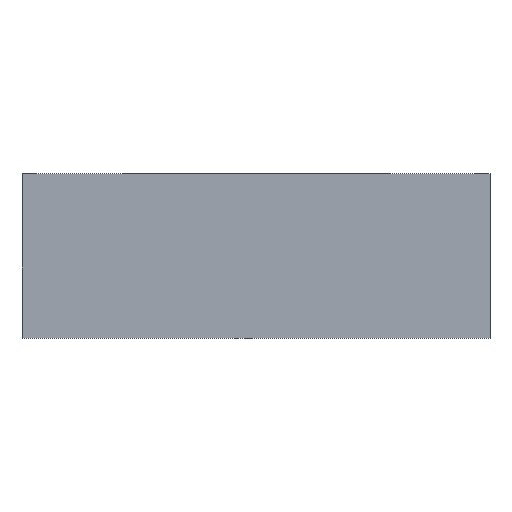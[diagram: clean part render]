
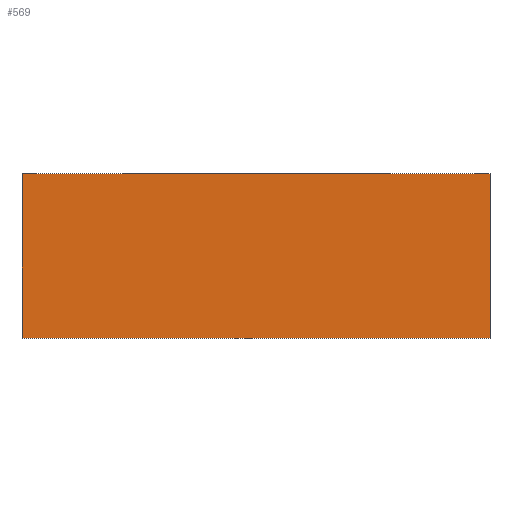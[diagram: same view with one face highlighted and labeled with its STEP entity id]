
A CAD part, top view. The second image highlights one B-rep face of the part: STEP entity #569.
In plain terms, the highlighted planar face has unit normal (0, 0, 1).
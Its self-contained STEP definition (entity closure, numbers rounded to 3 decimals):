
#43=FACE_OUTER_BOUND('',#71,.T.);
#71=EDGE_LOOP('',(#510,#511,#512,#513));
#138=LINE('',#874,#216);
#142=LINE('',#881,#220);
#144=LINE('',#886,#222);
#147=LINE('',#890,#225);
#216=VECTOR('',#714,1.);
#220=VECTOR('',#720,1.);
#222=VECTOR('',#724,1.);
#225=VECTOR('',#729,1.);
#274=VERTEX_POINT('',#871);
#275=VERTEX_POINT('',#873);
#277=VERTEX_POINT('',#879);
#279=VERTEX_POINT('',#885);
#346=EDGE_CURVE('',#275,#274,#138,.T.);
#350=EDGE_CURVE('',#274,#277,#142,.T.);
#352=EDGE_CURVE('',#279,#275,#144,.T.);
#355=EDGE_CURVE('',#277,#279,#147,.T.);
#510=ORIENTED_EDGE('',*,*,#346,.T.);
#511=ORIENTED_EDGE('',*,*,#350,.T.);
#512=ORIENTED_EDGE('',*,*,#355,.T.);
#513=ORIENTED_EDGE('',*,*,#352,.T.);
#541=PLANE('',#599);
#569=ADVANCED_FACE('',(#43),#541,.T.);
#599=AXIS2_PLACEMENT_3D('',#894,#734,#735);
#714=DIRECTION('',(1.,0.,0.));
#720=DIRECTION('',(0.,1.,0.));
#724=DIRECTION('',(0.,-1.,0.));
#729=DIRECTION('',(-1.,0.,0.));
#734=DIRECTION('center_axis',(0.,0.,1.));
#735=DIRECTION('ref_axis',(1.,0.,0.));
#871=CARTESIAN_POINT('',(26.2,-4.6,1.5));
#873=CARTESIAN_POINT('',(0.,-4.6,1.5));
#874=CARTESIAN_POINT('',(0.,-4.6,1.5));
#879=CARTESIAN_POINT('',(26.2,4.6,1.5));
#881=CARTESIAN_POINT('',(26.2,-4.6,1.5));
#885=CARTESIAN_POINT('',(0.,4.6,1.5));
#886=CARTESIAN_POINT('',(0.,4.6,1.5));
#890=CARTESIAN_POINT('',(26.2,4.6,1.5));
#894=CARTESIAN_POINT('Origin',(13.1,0.,1.5));
